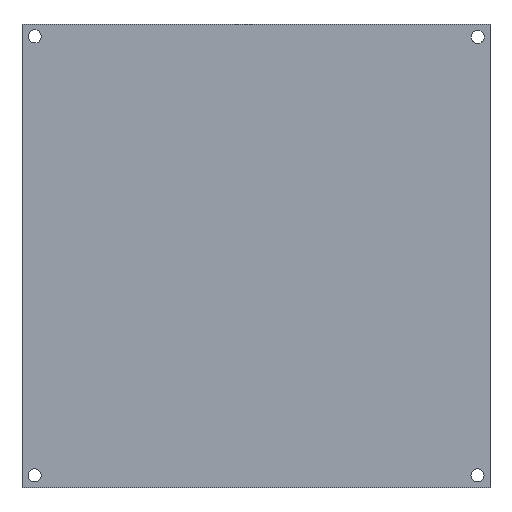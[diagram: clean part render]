
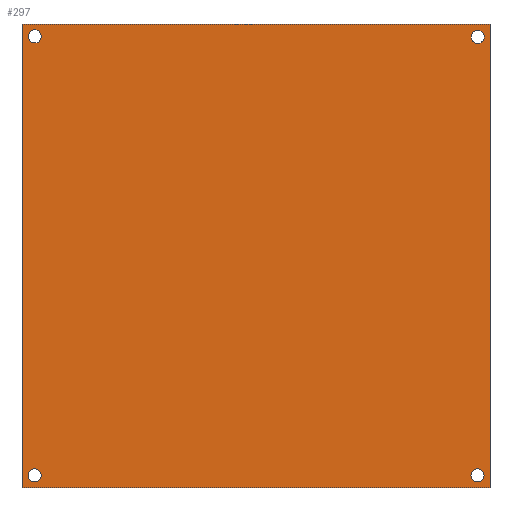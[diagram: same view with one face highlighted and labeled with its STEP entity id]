
A CAD part, top view. The second image highlights one B-rep face of the part: STEP entity #297.
In plain terms, the highlighted planar face has unit normal (0, 0, 1).
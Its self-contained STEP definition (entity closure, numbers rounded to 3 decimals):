
#24 = VERTEX_POINT('',#25);
#25 = CARTESIAN_POINT('',(91.,-38.,41.));
#31 = EDGE_CURVE('',#24,#32,#34,.T.);
#32 = VERTEX_POINT('',#33);
#33 = CARTESIAN_POINT('',(91.,-151.,41.));
#34 = LINE('',#35,#36);
#35 = CARTESIAN_POINT('',(91.,-38.,41.));
#36 = VECTOR('',#37,1.);
#37 = DIRECTION('',(0.,-1.,0.));
#62 = EDGE_CURVE('',#32,#63,#65,.T.);
#63 = VERTEX_POINT('',#64);
#64 = CARTESIAN_POINT('',(205.,-151.,41.));
#65 = LINE('',#66,#67);
#66 = CARTESIAN_POINT('',(91.,-151.,41.));
#67 = VECTOR('',#68,1.);
#68 = DIRECTION('',(1.,0.,0.));
#93 = EDGE_CURVE('',#63,#94,#96,.T.);
#94 = VERTEX_POINT('',#95);
#95 = CARTESIAN_POINT('',(205.,-38.,41.));
#96 = LINE('',#97,#98);
#97 = CARTESIAN_POINT('',(205.,-151.,41.));
#98 = VECTOR('',#99,1.);
#99 = DIRECTION('',(0.,1.,0.));
#124 = EDGE_CURVE('',#94,#24,#125,.T.);
#125 = LINE('',#126,#127);
#126 = CARTESIAN_POINT('',(205.,-38.,41.));
#127 = VECTOR('',#128,1.);
#128 = DIRECTION('',(-1.,0.,0.));
#148 = VERTEX_POINT('',#149);
#149 = CARTESIAN_POINT('',(203.611,-41.129,41.));
#155 = EDGE_CURVE('',#148,#148,#156,.T.);
#156 = CIRCLE('',#157,1.6);
#157 = AXIS2_PLACEMENT_3D('',#158,#159,#160);
#158 = CARTESIAN_POINT('',(202.011,-41.129,41.));
#159 = DIRECTION('',(0.,0.,1.));
#160 = DIRECTION('',(1.,0.,0.));
#181 = VERTEX_POINT('',#182);
#182 = CARTESIAN_POINT('',(95.718,-41.001,41.));
#188 = EDGE_CURVE('',#181,#181,#189,.T.);
#189 = CIRCLE('',#190,1.6);
#190 = AXIS2_PLACEMENT_3D('',#191,#192,#193);
#191 = CARTESIAN_POINT('',(94.118,-41.001,41.));
#192 = DIRECTION('',(0.,0.,1.));
#193 = DIRECTION('',(1.,0.,0.));
#214 = VERTEX_POINT('',#215);
#215 = CARTESIAN_POINT('',(95.668,-147.946,41.));
#221 = EDGE_CURVE('',#214,#214,#222,.T.);
#222 = CIRCLE('',#223,1.6);
#223 = AXIS2_PLACEMENT_3D('',#224,#225,#226);
#224 = CARTESIAN_POINT('',(94.068,-147.946,41.));
#225 = DIRECTION('',(0.,0.,1.));
#226 = DIRECTION('',(1.,0.,0.));
#247 = VERTEX_POINT('',#248);
#248 = CARTESIAN_POINT('',(203.553,-147.925,41.));
#254 = EDGE_CURVE('',#247,#247,#255,.T.);
#255 = CIRCLE('',#256,1.6);
#256 = AXIS2_PLACEMENT_3D('',#257,#258,#259);
#257 = CARTESIAN_POINT('',(201.953,-147.925,41.));
#258 = DIRECTION('',(0.,0.,1.));
#259 = DIRECTION('',(1.,0.,0.));
#297 = ADVANCED_FACE('',(#298,#304,#307,#310,#313),#316,.T.);
#298 = FACE_BOUND('',#299,.T.);
#299 = EDGE_LOOP('',(#300,#301,#302,#303));
#300 = ORIENTED_EDGE('',*,*,#31,.T.);
#301 = ORIENTED_EDGE('',*,*,#62,.T.);
#302 = ORIENTED_EDGE('',*,*,#93,.T.);
#303 = ORIENTED_EDGE('',*,*,#124,.T.);
#304 = FACE_BOUND('',#305,.F.);
#305 = EDGE_LOOP('',(#306));
#306 = ORIENTED_EDGE('',*,*,#155,.T.);
#307 = FACE_BOUND('',#308,.F.);
#308 = EDGE_LOOP('',(#309));
#309 = ORIENTED_EDGE('',*,*,#188,.T.);
#310 = FACE_BOUND('',#311,.F.);
#311 = EDGE_LOOP('',(#312));
#312 = ORIENTED_EDGE('',*,*,#221,.T.);
#313 = FACE_BOUND('',#314,.F.);
#314 = EDGE_LOOP('',(#315));
#315 = ORIENTED_EDGE('',*,*,#254,.T.);
#316 = PLANE('',#317);
#317 = AXIS2_PLACEMENT_3D('',#318,#319,#320);
#318 = CARTESIAN_POINT('',(148.003,-94.5,41.));
#319 = DIRECTION('',(0.,0.,1.));
#320 = DIRECTION('',(1.,0.,0.));
